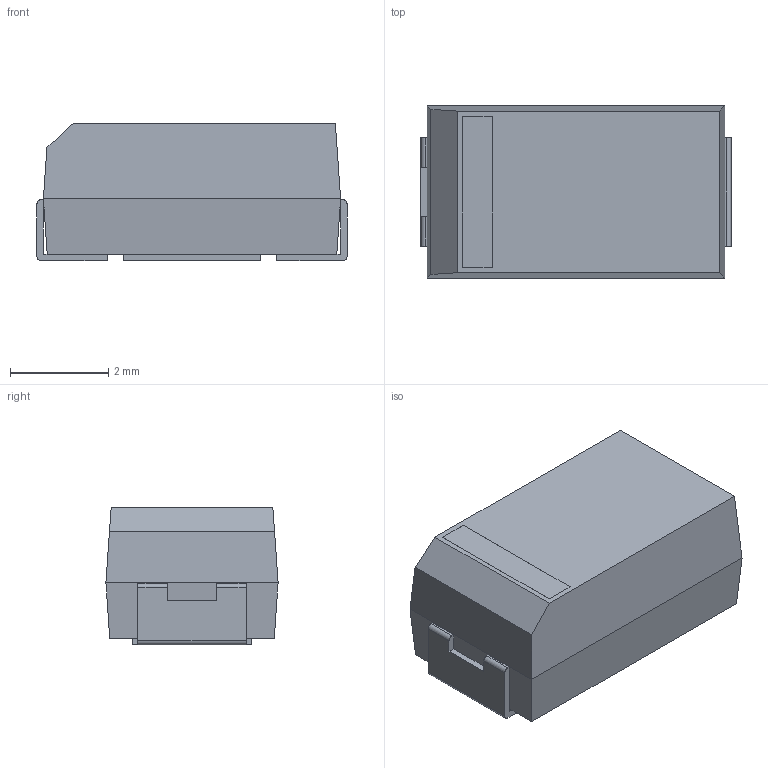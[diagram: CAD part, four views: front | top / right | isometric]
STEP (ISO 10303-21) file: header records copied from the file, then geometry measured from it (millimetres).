
FILE_DESCRIPTION(('FreeCAD Model'),'2;1');
FILE_NAME('Tantalum_Case-C_EIA-6032-28.step','2016-12-18T09:21:41',('Author'),(''), 'Open CASCADE STEP processor 6.8','FreeCAD','Unknown');
FILE_SCHEMA(('AUTOMOTIVE_DESIGN_CC2 { 1 2 10303 214 -1 1 5 4 }'));
Length unit declared in the file: millimetre
Products named in the file (1): Tantalum_C_6032H28
Bounding box: 6.3 x 3.5 x 2.8 mm (x, y, z)
Volume: 55.9 mm3; surface area: 102.3 mm2
Topology: 1 solids, 1 shells, 46 faces, 126 edges, 84 vertices
Faces by surface type: plane 32, bspline 9, cylinder 5
Entity records: 6669 total; most frequent: CARTESIAN_POINT 3944, DIRECTION 390, LINE 289, VECTOR 289, ORIENTED_EDGE 252, PCURVE 252, DEFINITIONAL_REPRESENTATION 252, EDGE_CURVE 126
